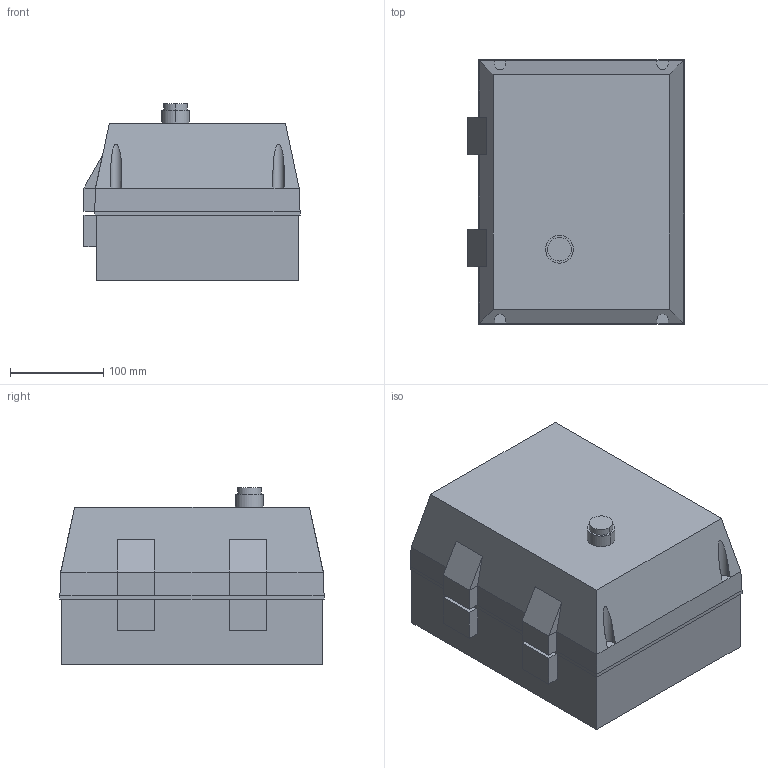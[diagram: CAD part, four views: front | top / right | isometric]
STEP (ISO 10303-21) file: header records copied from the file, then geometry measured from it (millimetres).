
FILE_DESCRIPTION((''),'2;1');
FILE_NAME('3d_M3R08012230B8.stp','2012-10-03T11:21:08',(''),(''),'Mechanical Desktop 2011','Mechanical Desktop 2011',', , ');
FILE_SCHEMA(('CONFIG_CONTROL_DESIGN'));
Length unit declared in the file: millimetre
Products named in the file (1): Product
Bounding box: 231.5 x 283 x 189.6 mm (x, y, z)
Volume: 9912593 mm3; surface area: 289039.5 mm2
Topology: 2 solids, 2 shells, 75 faces, 178 edges, 106 vertices
Faces by surface type: plane 67, cylinder 8
Entity records: 2185 total; most frequent: CARTESIAN_POINT 360, ORIENTED_EDGE 356, DIRECTION 346, EDGE_CURVE 178, VECTOR 162, LINE 162, VERTEX_POINT 106, AXIS2_PLACEMENT_3D 92
